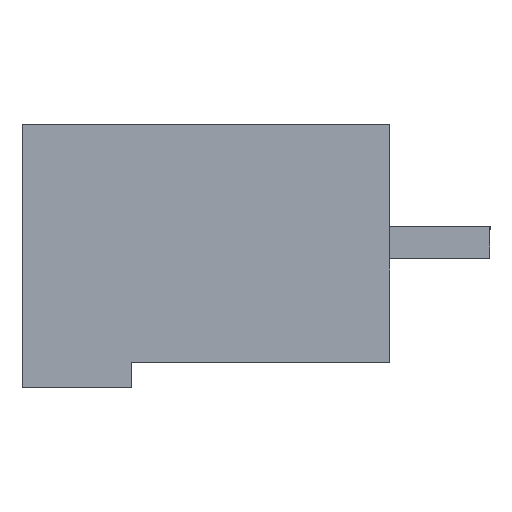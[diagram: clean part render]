
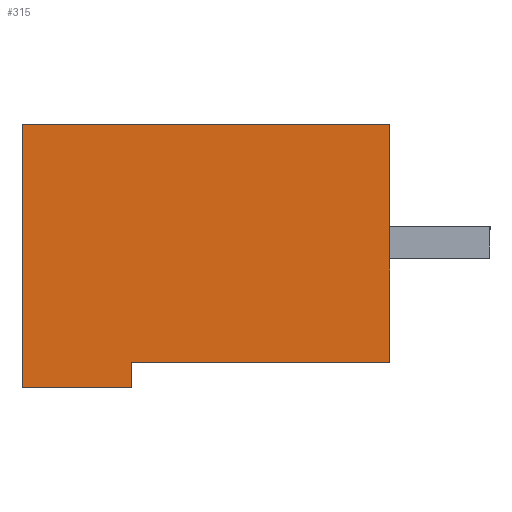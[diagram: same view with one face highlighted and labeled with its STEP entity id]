
A CAD part, left-side view. The second image highlights one B-rep face of the part: STEP entity #315.
In plain terms, the highlighted planar face has unit normal (-1, 0, 0).
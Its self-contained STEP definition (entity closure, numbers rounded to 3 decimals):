
#279=AXIS2_PLACEMENT_3D('Plane Axis2P3D',#276,#277,#278) ;
#127=CARTESIAN_POINT('Vertex',(0.,3.2,8.405)) ;
#130=CARTESIAN_POINT('Line Origine',(0.,3.2,4.605)) ;
#134=CARTESIAN_POINT('Vertex',(0.,3.2,0.805)) ;
#243=CARTESIAN_POINT('Vertex',(0.,14.95,8.405)) ;
#246=CARTESIAN_POINT('Line Origine',(0.,9.075,8.405)) ;
#276=CARTESIAN_POINT('Axis2P3D Location',(0.,0.,0.)) ;
#281=CARTESIAN_POINT('Line Origine',(0.,14.95,4.202)) ;
#285=CARTESIAN_POINT('Vertex',(0.,14.95,0.)) ;
#288=CARTESIAN_POINT('Line Origine',(0.,13.2,0.)) ;
#292=CARTESIAN_POINT('Vertex',(0.,11.45,0.)) ;
#295=CARTESIAN_POINT('Line Origine',(0.,11.45,0.402)) ;
#299=CARTESIAN_POINT('Vertex',(0.,11.45,0.805)) ;
#302=CARTESIAN_POINT('Line Origine',(0.,7.325,0.805)) ;
#131=DIRECTION('Vector Direction',(0.,0.,1.)) ;
#247=DIRECTION('Vector Direction',(0.,-1.,0.)) ;
#277=DIRECTION('Axis2P3D Direction',(-1.,0.,0.)) ;
#278=DIRECTION('Axis2P3D XDirection',(0.,0.,1.)) ;
#282=DIRECTION('Vector Direction',(0.,0.,-1.)) ;
#289=DIRECTION('Vector Direction',(0.,-1.,0.)) ;
#296=DIRECTION('Vector Direction',(0.,0.,1.)) ;
#303=DIRECTION('Vector Direction',(0.,-1.,0.)) ;
#132=VECTOR('Line Direction',#131,1.) ;
#248=VECTOR('Line Direction',#247,1.) ;
#283=VECTOR('Line Direction',#282,1.) ;
#290=VECTOR('Line Direction',#289,1.) ;
#297=VECTOR('Line Direction',#296,1.) ;
#304=VECTOR('Line Direction',#303,1.) ;
#308=ORIENTED_EDGE('',*,*,#136,.T.) ;
#309=ORIENTED_EDGE('',*,*,#250,.T.) ;
#310=ORIENTED_EDGE('',*,*,#287,.T.) ;
#311=ORIENTED_EDGE('',*,*,#294,.T.) ;
#312=ORIENTED_EDGE('',*,*,#301,.F.) ;
#313=ORIENTED_EDGE('',*,*,#306,.F.) ;
#315=ADVANCED_FACE('HOUSING',(#314),#280,.T.) ;
#136=EDGE_CURVE('',#135,#128,#133,.T.) ;
#250=EDGE_CURVE('',#128,#244,#249,.F.) ;
#287=EDGE_CURVE('',#244,#286,#284,.T.) ;
#294=EDGE_CURVE('',#286,#293,#291,.T.) ;
#301=EDGE_CURVE('',#300,#293,#298,.F.) ;
#306=EDGE_CURVE('',#135,#300,#305,.F.) ;
#307=EDGE_LOOP('',(#308,#309,#310,#311,#312,#313)) ;
#314=FACE_OUTER_BOUND('',#307,.T.) ;
#133=LINE('Line',#130,#132) ;
#249=LINE('Line',#246,#248) ;
#284=LINE('Line',#281,#283) ;
#291=LINE('Line',#288,#290) ;
#298=LINE('Line',#295,#297) ;
#305=LINE('Line',#302,#304) ;
#280=PLANE('',#279) ;
#128=VERTEX_POINT('',#127) ;
#135=VERTEX_POINT('',#134) ;
#244=VERTEX_POINT('',#243) ;
#286=VERTEX_POINT('',#285) ;
#293=VERTEX_POINT('',#292) ;
#300=VERTEX_POINT('',#299) ;
